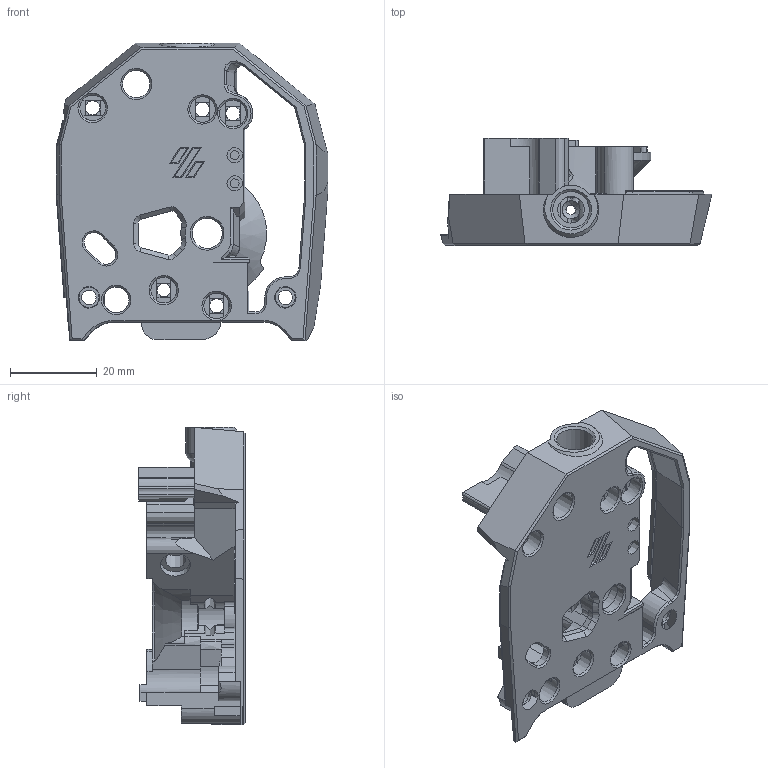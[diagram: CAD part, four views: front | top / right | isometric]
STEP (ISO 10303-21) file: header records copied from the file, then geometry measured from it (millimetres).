
FILE_DESCRIPTION(/* description */ ('','CAx-IF Rec.Pracs.---Representation and Presentation of Product Manufacturing Information (PMI)---4.0---2014-10-13'),/* implementation_level */ '2;1');
FILE_NAME(/* name */ 'Main Body.step',/* time_stamp */ '2025-03-05T20:07:13+03:00',/* author */ (''),/* organization */ (''),/* preprocessor_version */ 'ST-DEVELOPER v20',/* originating_system */ 'Autodesk Translation Framework v13.20.0.188',/* authorisation */ '');
FILE_SCHEMA (('AP242_MANAGED_MODEL_BASED_3D_ENGINEERING_MIM_LF { 1 0 10303 442 1 1 4 }'));
Length unit declared in the file: millimetre
Products named in the file (1): Main Body
Bounding box: 62.85 x 24.7 x 68.69 mm (x, y, z)
Volume: 26083.4 mm3; surface area: 15808.3 mm2
Topology: 1 solids, 2 shells, 572 faces, 1551 edges, 984 vertices
Faces by surface type: plane 349, cylinder 145, cone 41, bspline 35, torus 1, sphere 1
Full cylindrical faces by diameter (mm): 2.2 x2, 2.4 x2, 2.8 x1, 3.2 x1, 3.4 x6, 3.6 x3, 4.2 x1, 4.7 x4, 6 x6, 6.248 x1, 6.4 x1, 7 x2, 8.2 x1, 8.45 x1
Entity records: 19673 total; most frequent: CARTESIAN_POINT 5182, ORIENTED_EDGE 3104, DIRECTION 2929, EDGE_CURVE 1552, LINE 1019, VECTOR 1019, VERTEX_POINT 985, AXIS2_PLACEMENT_3D 955
